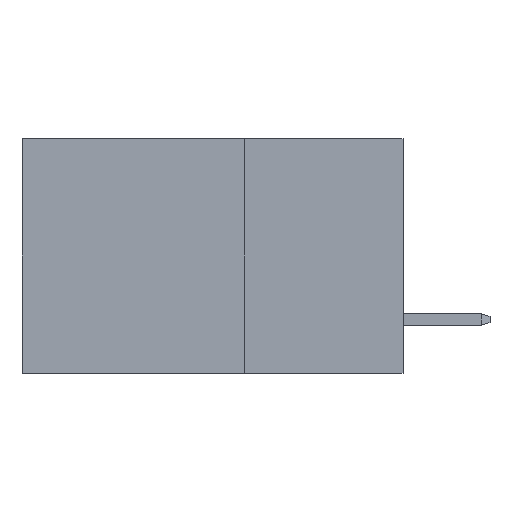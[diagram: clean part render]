
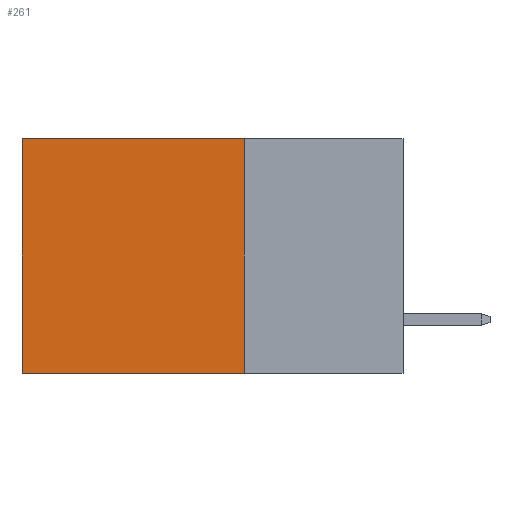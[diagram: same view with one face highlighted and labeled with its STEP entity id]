
A CAD part, left-side view. The second image highlights one B-rep face of the part: STEP entity #261.
In plain terms, the highlighted planar face has unit normal (-1, 0, 0).
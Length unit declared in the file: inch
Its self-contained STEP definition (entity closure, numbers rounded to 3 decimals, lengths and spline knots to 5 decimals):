
#261 = ADVANCED_FACE ( 'NONE', ( #4667 ), #2318, .F. ) ;
#525 = VECTOR ( 'NONE', #12131, 39.37008 ) ;
#668 = LINE ( 'NONE', #4147, #7284 ) ;
#1457 = AXIS2_PLACEMENT_3D ( 'NONE', #11586, #11440, #8241 ) ;
#2317 = ORIENTED_EDGE ( 'NONE', *, *, #13848, .F. ) ;
#2318 = PLANE ( 'NONE',  #1457 ) ;
#3168 = EDGE_CURVE ( 'NONE', #11667, #14892, #668, .T. ) ;
#3483 = DIRECTION ( 'NONE',  ( 0., 1., 0. ) ) ;
#4057 = EDGE_CURVE ( 'NONE', #10286, #11667, #10250, .T. ) ;
#4147 = CARTESIAN_POINT ( 'NONE',  ( 0.2875, 0.6, 0. ) ) ;
#4554 = CARTESIAN_POINT ( 'NONE',  ( 0.2875, 0.25, -0.37 ) ) ;
#4667 = FACE_OUTER_BOUND ( 'NONE', #7457, .T. ) ;
#5441 = LINE ( 'NONE', #14487, #525 ) ;
#6673 = VERTEX_POINT ( 'NONE', #4554 ) ;
#6744 = ORIENTED_EDGE ( 'NONE', *, *, #14470, .F. ) ;
#6944 = CARTESIAN_POINT ( 'NONE',  ( 0.2875, 0.25, 0. ) ) ;
#7082 = VECTOR ( 'NONE', #9306, 39.37008 ) ;
#7284 = VECTOR ( 'NONE', #8790, 39.37008 ) ;
#7457 = EDGE_LOOP ( 'NONE', ( #8508, #2317, #6744, #12114 ) ) ;
#7530 = CARTESIAN_POINT ( 'NONE',  ( 0.2875, 0.25, 0. ) ) ;
#8241 = DIRECTION ( 'NONE',  ( 0., 0., -1. ) ) ;
#8508 = ORIENTED_EDGE ( 'NONE', *, *, #3168, .T. ) ;
#8790 = DIRECTION ( 'NONE',  ( 0., 0., -1. ) ) ;
#9061 = CARTESIAN_POINT ( 'NONE',  ( 0.2875, 0.6, -0.37 ) ) ;
#9306 = DIRECTION ( 'NONE',  ( 0., 0., -1. ) ) ;
#10250 = LINE ( 'NONE', #11542, #11379 ) ;
#10286 = VERTEX_POINT ( 'NONE', #7530 ) ;
#11379 = VECTOR ( 'NONE', #3483, 39.37008 ) ;
#11440 = DIRECTION ( 'NONE',  ( 1., 0., 0. ) ) ;
#11542 = CARTESIAN_POINT ( 'NONE',  ( 0.2875, 0.25, 0. ) ) ;
#11586 = CARTESIAN_POINT ( 'NONE',  ( 0.2875, 0.25, 0. ) ) ;
#11667 = VERTEX_POINT ( 'NONE', #13106 ) ;
#12114 = ORIENTED_EDGE ( 'NONE', *, *, #4057, .T. ) ;
#12131 = DIRECTION ( 'NONE',  ( 0., 1., 0. ) ) ;
#12645 = LINE ( 'NONE', #6944, #7082 ) ;
#13106 = CARTESIAN_POINT ( 'NONE',  ( 0.2875, 0.6, 0. ) ) ;
#13848 = EDGE_CURVE ( 'NONE', #6673, #14892, #5441, .T. ) ;
#14470 = EDGE_CURVE ( 'NONE', #10286, #6673, #12645, .T. ) ;
#14487 = CARTESIAN_POINT ( 'NONE',  ( 0.2875, 0.25, -0.37 ) ) ;
#14892 = VERTEX_POINT ( 'NONE', #9061 ) ;
